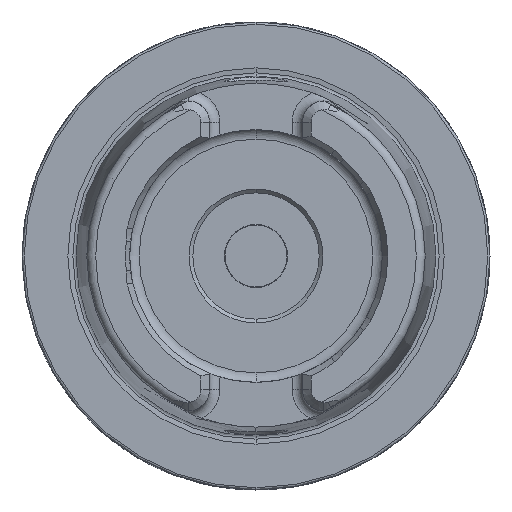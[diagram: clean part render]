
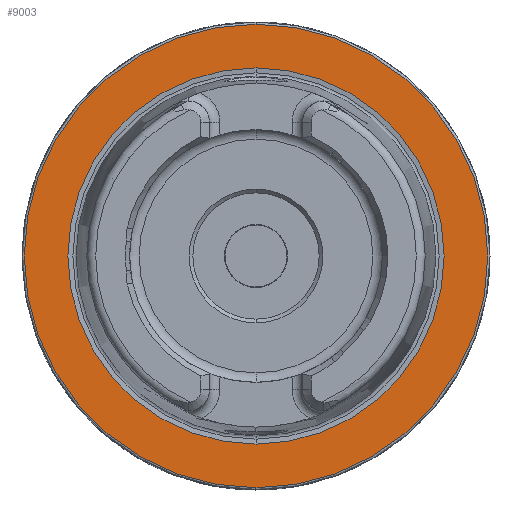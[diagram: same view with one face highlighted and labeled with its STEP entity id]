
A CAD part, left-side view. The second image highlights one B-rep face of the part: STEP entity #9003.
In plain terms, the highlighted planar face has unit normal (-1, 0, 0).
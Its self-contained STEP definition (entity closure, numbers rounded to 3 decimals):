
#162 = CARTESIAN_POINT ( 'NONE',  ( 0., 0., -31.2 ) ) ;
#187 = FACE_BOUND ( 'NONE', #2070, .T. ) ;
#295 = VERTEX_POINT ( 'NONE', #9517 ) ;
#359 = CARTESIAN_POINT ( 'NONE',  ( 0., 0., 0. ) ) ;
#560 = CIRCLE ( 'NONE', #13511, 25.324 ) ;
#596 = EDGE_CURVE ( 'NONE', #295, #12647, #1618, .T. ) ;
#885 = EDGE_CURVE ( 'NONE', #8148, #5779, #560, .T. ) ;
#949 = DIRECTION ( 'NONE',  ( 0., 0., 1. ) ) ;
#1574 = DIRECTION ( 'NONE',  ( -1., 0., 0. ) ) ;
#1618 = CIRCLE ( 'NONE', #11520, 31.2 ) ;
#2006 = DIRECTION ( 'NONE',  ( -1., 0., 0. ) ) ;
#2070 = EDGE_LOOP ( 'NONE', ( #3685, #12761 ) ) ;
#2105 = AXIS2_PLACEMENT_3D ( 'NONE', #12858, #7364, #9475 ) ;
#2184 = AXIS2_PLACEMENT_3D ( 'NONE', #4273, #5405, #10987 ) ;
#3685 = ORIENTED_EDGE ( 'NONE', *, *, #885, .F. ) ;
#4253 = ORIENTED_EDGE ( 'NONE', *, *, #8499, .T. ) ;
#4273 = CARTESIAN_POINT ( 'NONE',  ( 0., 0., 0. ) ) ;
#5157 = ORIENTED_EDGE ( 'NONE', *, *, #596, .T. ) ;
#5167 = CIRCLE ( 'NONE', #12856, 25.324 ) ;
#5405 = DIRECTION ( 'NONE',  ( -1., 0., 0. ) ) ;
#5779 = VERTEX_POINT ( 'NONE', #7118 ) ;
#6408 = DIRECTION ( 'NONE',  ( 0., 0., 1. ) ) ;
#7118 = CARTESIAN_POINT ( 'NONE',  ( 0., 0., -25.324 ) ) ;
#7309 = PLANE ( 'NONE',  #2105 ) ;
#7364 = DIRECTION ( 'NONE',  ( 1., 0., 0. ) ) ;
#7965 = CARTESIAN_POINT ( 'NONE',  ( 0., 0., 25.324 ) ) ;
#8148 = VERTEX_POINT ( 'NONE', #7965 ) ;
#8499 = EDGE_CURVE ( 'NONE', #12647, #295, #14276, .T. ) ;
#9003 = ADVANCED_FACE ( 'NONE', ( #187, #11574 ), #7309, .F. ) ;
#9475 = DIRECTION ( 'NONE',  ( 0., 0., -1. ) ) ;
#9517 = CARTESIAN_POINT ( 'NONE',  ( 0., 0., 31.2 ) ) ;
#10987 = DIRECTION ( 'NONE',  ( 0., 0., 1. ) ) ;
#11194 = DIRECTION ( 'NONE',  ( -1., 0., 0. ) ) ;
#11520 = AXIS2_PLACEMENT_3D ( 'NONE', #14314, #2006, #6408 ) ;
#11574 = FACE_OUTER_BOUND ( 'NONE', #13664, .T. ) ;
#11619 = DIRECTION ( 'NONE',  ( 0., 0., 1. ) ) ;
#11901 = EDGE_CURVE ( 'NONE', #5779, #8148, #5167, .T. ) ;
#12647 = VERTEX_POINT ( 'NONE', #162 ) ;
#12761 = ORIENTED_EDGE ( 'NONE', *, *, #11901, .F. ) ;
#12856 = AXIS2_PLACEMENT_3D ( 'NONE', #13327, #11194, #949 ) ;
#12858 = CARTESIAN_POINT ( 'NONE',  ( 0., 31.2, 0. ) ) ;
#13327 = CARTESIAN_POINT ( 'NONE',  ( 0., 0., 0. ) ) ;
#13511 = AXIS2_PLACEMENT_3D ( 'NONE', #359, #1574, #11619 ) ;
#13664 = EDGE_LOOP ( 'NONE', ( #5157, #4253 ) ) ;
#14276 = CIRCLE ( 'NONE', #2184, 31.2 ) ;
#14314 = CARTESIAN_POINT ( 'NONE',  ( 0., 0., 0. ) ) ;
